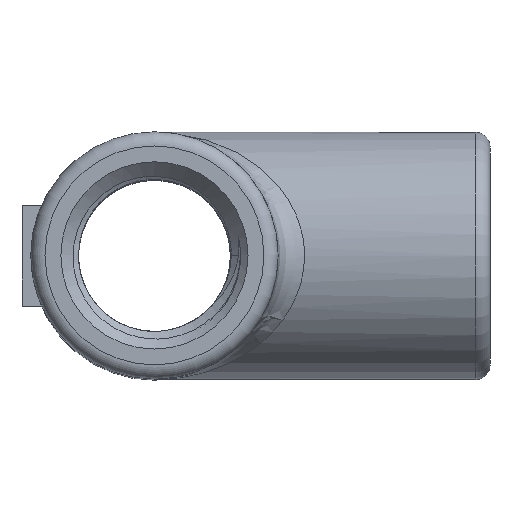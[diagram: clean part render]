
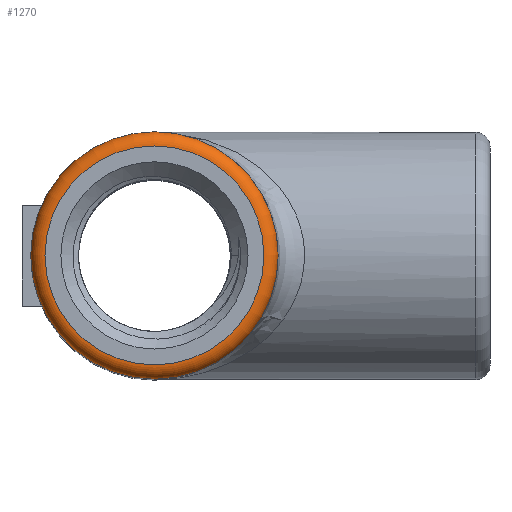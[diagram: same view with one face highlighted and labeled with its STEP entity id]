
A CAD part, top view. The second image highlights one B-rep face of the part: STEP entity #1270.
In plain terms, the highlighted toroidal (fillet/blend) face has major radius 6.2 mm and minor radius 0.8 mm.
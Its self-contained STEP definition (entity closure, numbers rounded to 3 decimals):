
#23=TOROIDAL_SURFACE('',#1323,6.2,0.8);
#38=CIRCLE('',#1305,6.2);
#45=CIRCLE('',#1318,7.);
#659=ORIENTED_EDGE('',*,*,#894,.F.);
#660=ORIENTED_EDGE('',*,*,#903,.F.);
#894=EDGE_CURVE('',#1102,#1102,#38,.T.);
#903=EDGE_CURVE('',#1108,#1108,#45,.T.);
#1102=VERTEX_POINT('',#11978);
#1108=VERTEX_POINT('',#11997);
#1177=EDGE_LOOP('',(#659));
#1178=EDGE_LOOP('',(#660));
#1225=FACE_BOUND('',#1177,.T.);
#1226=FACE_BOUND('',#1178,.T.);
#1270=ADVANCED_FACE('',(#1225,#1226),#23,.T.);
#1305=AXIS2_PLACEMENT_3D('',#11977,#1382,#1383);
#1318=AXIS2_PLACEMENT_3D('',#11996,#1408,#1409);
#1323=AXIS2_PLACEMENT_3D('',#12015,#1418,#1419);
#1382=DIRECTION('',(0.,0.,1.));
#1383=DIRECTION('',(1.,0.,0.));
#1408=DIRECTION('',(0.,0.,-1.));
#1409=DIRECTION('',(1.,0.,0.));
#1418=DIRECTION('',(0.,0.,1.));
#1419=DIRECTION('',(1.,0.,0.));
#11977=CARTESIAN_POINT('',(0.,0.,19.));
#11978=CARTESIAN_POINT('',(6.2,0.,19.));
#11996=CARTESIAN_POINT('',(0.,0.,18.2));
#11997=CARTESIAN_POINT('',(7.,0.,18.2));
#12015=CARTESIAN_POINT('',(0.,0.,18.2));
